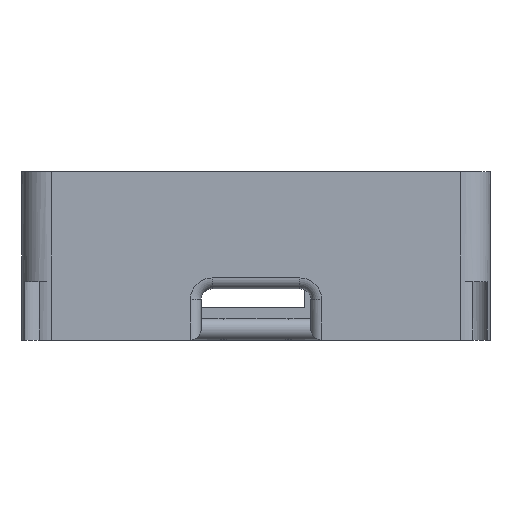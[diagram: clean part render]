
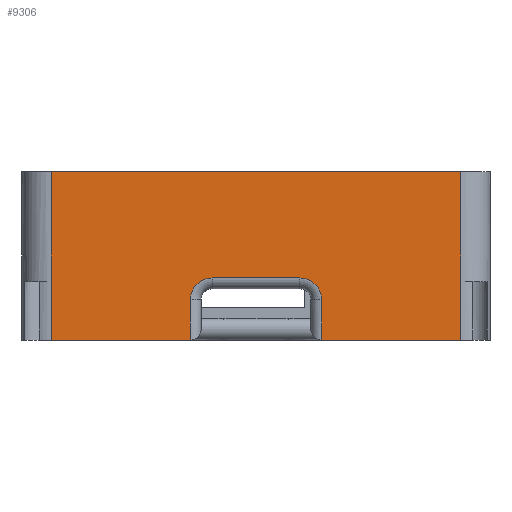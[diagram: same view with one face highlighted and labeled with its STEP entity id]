
A CAD part, left-side view. The second image highlights one B-rep face of the part: STEP entity #9306.
In plain terms, the highlighted planar face has unit normal (-1, 0, 0).
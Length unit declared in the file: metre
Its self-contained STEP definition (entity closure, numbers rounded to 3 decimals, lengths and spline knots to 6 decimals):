
#118=CIRCLE('',#9802,0.003);
#119=CIRCLE('',#9803,0.003);
#207=LINE('',#12730,#1423);
#567=LINE('',#13498,#1783);
#568=LINE('',#13501,#1784);
#569=LINE('',#13505,#1785);
#570=LINE('',#13509,#1786);
#571=LINE('',#13511,#1787);
#572=LINE('',#13513,#1788);
#573=LINE('',#13514,#1789);
#1423=VECTOR('',#10337,1.);
#1783=VECTOR('',#10749,1.);
#1784=VECTOR('',#10750,1.);
#1785=VECTOR('',#10753,1.);
#1786=VECTOR('',#10756,1.);
#1787=VECTOR('',#10757,1.);
#1788=VECTOR('',#10758,1.);
#1789=VECTOR('',#10759,1.);
#3060=ORIENTED_EDGE('',*,*,#5809,.T.);
#3061=ORIENTED_EDGE('',*,*,#5810,.T.);
#3062=ORIENTED_EDGE('',*,*,#5811,.F.);
#3063=ORIENTED_EDGE('',*,*,#5812,.T.);
#3064=ORIENTED_EDGE('',*,*,#5813,.F.);
#3065=ORIENTED_EDGE('',*,*,#5814,.T.);
#3066=ORIENTED_EDGE('',*,*,#5815,.T.);
#3067=ORIENTED_EDGE('',*,*,#5816,.T.);
#3068=ORIENTED_EDGE('',*,*,#5425,.F.);
#3069=ORIENTED_EDGE('',*,*,#5817,.T.);
#5425=EDGE_CURVE('',#6798,#6799,#207,.T.);
#5809=EDGE_CURVE('',#7181,#7182,#567,.T.);
#5810=EDGE_CURVE('',#7182,#7183,#568,.F.);
#5811=EDGE_CURVE('',#7184,#7183,#118,.T.);
#5812=EDGE_CURVE('',#7184,#7185,#569,.T.);
#5813=EDGE_CURVE('',#7186,#7185,#119,.T.);
#5814=EDGE_CURVE('',#7186,#7187,#570,.T.);
#5815=EDGE_CURVE('',#7187,#7188,#571,.T.);
#5816=EDGE_CURVE('',#7188,#6799,#572,.T.);
#5817=EDGE_CURVE('',#6798,#7181,#573,.F.);
#6798=VERTEX_POINT('',#12729);
#6799=VERTEX_POINT('',#12731);
#7181=VERTEX_POINT('',#13499);
#7182=VERTEX_POINT('',#13500);
#7183=VERTEX_POINT('',#13502);
#7184=VERTEX_POINT('',#13504);
#7185=VERTEX_POINT('',#13506);
#7186=VERTEX_POINT('',#13508);
#7187=VERTEX_POINT('',#13510);
#7188=VERTEX_POINT('',#13512);
#7789=EDGE_LOOP('',(#3060,#3061,#3062,#3063,#3064,#3065,#3066,#3067,#3068,
#3069));
#8384=FACE_BOUND('',#7789,.T.);
#8918=PLANE('',#9801);
#9306=ADVANCED_FACE('',(#8384),#8918,.T.);
#9801=AXIS2_PLACEMENT_3D('',#13497,#10747,#10748);
#9802=AXIS2_PLACEMENT_3D('',#13503,#10751,#10752);
#9803=AXIS2_PLACEMENT_3D('',#13507,#10754,#10755);
#10337=DIRECTION('',(0.,-1.,0.));
#10747=DIRECTION('',(-1.,0.,0.));
#10748=DIRECTION('',(0.,-1.,0.));
#10749=DIRECTION('',(0.,-1.,0.));
#10750=DIRECTION('',(0.,0.,-1.));
#10751=DIRECTION('',(-1.,0.,0.));
#10752=DIRECTION('',(0.,-1.,0.));
#10753=DIRECTION('',(0.,-1.,0.));
#10754=DIRECTION('',(-1.,0.,0.));
#10755=DIRECTION('',(0.,-1.,0.));
#10756=DIRECTION('',(0.,0.,-1.));
#10757=DIRECTION('',(0.,-1.,0.));
#10758=DIRECTION('',(0.,0.,1.));
#10759=DIRECTION('',(0.,0.,1.));
#12729=CARTESIAN_POINT('',(-0.0465,0.028,0.02));
#12730=CARTESIAN_POINT('',(-0.0465,0.,0.02));
#12731=CARTESIAN_POINT('',(-0.0465,-0.028,0.02));
#13497=CARTESIAN_POINT('',(-0.0465,0.,-0.003));
#13498=CARTESIAN_POINT('',(-0.0465,0.,-0.003));
#13499=CARTESIAN_POINT('',(-0.0465,0.028,-0.003));
#13500=CARTESIAN_POINT('',(-0.0465,0.009,-0.003));
#13501=CARTESIAN_POINT('',(-0.0465,0.009,0.004));
#13502=CARTESIAN_POINT('',(-0.0465,0.009,0.0025));
#13503=CARTESIAN_POINT('',(-0.0465,0.006,0.0025));
#13504=CARTESIAN_POINT('',(-0.0465,0.006,0.0055));
#13505=CARTESIAN_POINT('',(-0.0465,0.,0.0055));
#13506=CARTESIAN_POINT('',(-0.0465,-0.006,0.0055));
#13507=CARTESIAN_POINT('',(-0.0465,-0.006,0.0025));
#13508=CARTESIAN_POINT('',(-0.0465,-0.009,0.0025));
#13509=CARTESIAN_POINT('',(-0.0465,-0.009,-0.003));
#13510=CARTESIAN_POINT('',(-0.0465,-0.009,-0.003));
#13511=CARTESIAN_POINT('',(-0.0465,0.,-0.003));
#13512=CARTESIAN_POINT('',(-0.0465,-0.028,-0.003));
#13513=CARTESIAN_POINT('',(-0.0465,-0.028,-0.003));
#13514=CARTESIAN_POINT('',(-0.0465,0.028,-0.003));
